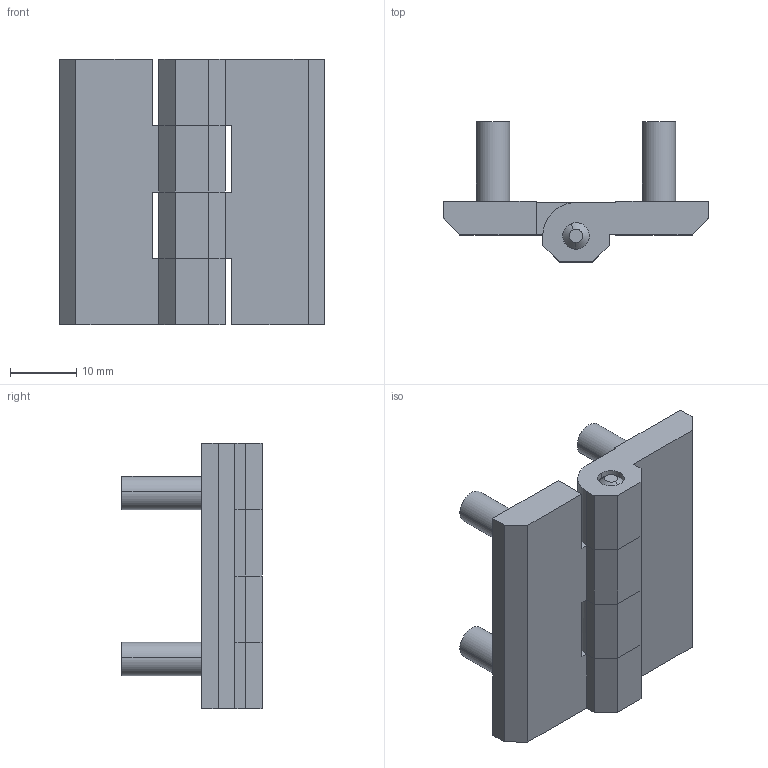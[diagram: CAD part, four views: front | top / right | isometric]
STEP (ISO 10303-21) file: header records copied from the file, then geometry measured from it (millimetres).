
FILE_DESCRIPTION((''),'2;1');
FILE_NAME('','2005-07-15T09:54:49',(''),(''),'','CADfix','');
FILE_SCHEMA(('AUTOMOTIVE_DESIGN'));
Length unit declared in the file: millimetre
Products named in the file (5): screw; shaft; hinge pieces_B; hinge pieces_A; TEH_1056_U4_29184_36
Assembly tree (7 placements, depth 2):
  TEH_1056_U4_29184_36
    screw  x4
    shaft
    hinge pieces_B
    hinge pieces_A
Bounding box: 40 x 21.1 x 40 mm (x, y, z)
Volume: 9449.2 mm3; surface area: 6841.7 mm2
Topology: 7 solids, 7 shells, 92 faces, 277 edges, 203 vertices
Faces by surface type: bspline 92
Entity records: 2933 total; most frequent: CARTESIAN_POINT 1383, ORIENTED_EDGE 494, EDGE_CURVE 247, VERTEX_POINT 179, QUASI_UNIFORM_CURVE 148, EDGE_LOOP 92, FACE_OUTER_BOUND 80, ADVANCED_FACE 80
